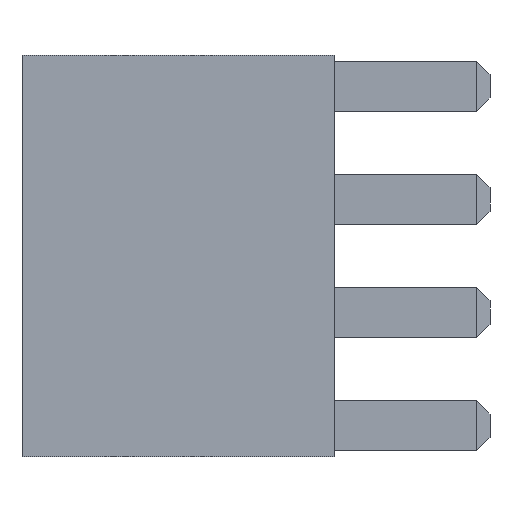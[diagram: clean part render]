
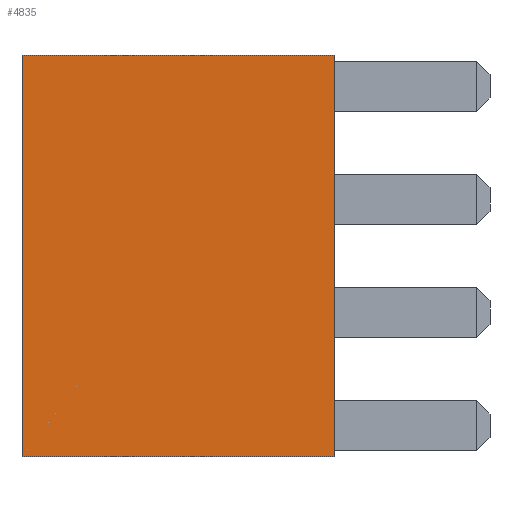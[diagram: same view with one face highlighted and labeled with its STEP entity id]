
A CAD part, left-side view. The second image highlights one B-rep face of the part: STEP entity #4835.
In plain terms, the highlighted planar face has unit normal (-1, 0, 0).
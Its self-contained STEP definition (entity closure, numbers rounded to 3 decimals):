
#66 = CARTESIAN_POINT ( 'NONE',  ( -4.5, 7., -4.5 ) ) ;
#152 = DIRECTION ( 'NONE',  ( 0., 0., 1. ) ) ;
#225 = DIRECTION ( 'NONE',  ( 0., -1., 0. ) ) ;
#262 = ORIENTED_EDGE ( 'NONE', *, *, #3176, .T. ) ;
#279 = LINE ( 'NONE', #4459, #4113 ) ;
#329 = ORIENTED_EDGE ( 'NONE', *, *, #2898, .T. ) ;
#436 = LINE ( 'NONE', #66, #1791 ) ;
#449 = VECTOR ( 'NONE', #1437, 1000. ) ;
#691 = CARTESIAN_POINT ( 'NONE',  ( -4.5, 7., -4.5 ) ) ;
#979 = EDGE_LOOP ( 'NONE', ( #329, #1706, #4270, #262 ) ) ;
#1106 = AXIS2_PLACEMENT_3D ( 'NONE', #2744, #3202, #2791 ) ;
#1234 = DIRECTION ( 'NONE',  ( 0., 0., 1. ) ) ;
#1437 = DIRECTION ( 'NONE',  ( 0., -1., 0. ) ) ;
#1706 = ORIENTED_EDGE ( 'NONE', *, *, #2869, .F. ) ;
#1791 = VECTOR ( 'NONE', #1234, 1000. ) ;
#2083 = CARTESIAN_POINT ( 'NONE',  ( -4.5, 7., 4.5 ) ) ;
#2554 = FACE_OUTER_BOUND ( 'NONE', #979, .T. ) ;
#2744 = CARTESIAN_POINT ( 'NONE',  ( -4.5, 7., -4.5 ) ) ;
#2791 = DIRECTION ( 'NONE',  ( 0., 0., -1. ) ) ;
#2838 = CARTESIAN_POINT ( 'NONE',  ( -4.5, 0., -4.5 ) ) ;
#2869 = EDGE_CURVE ( 'NONE', #3489, #4606, #279, .T. ) ;
#2872 = LINE ( 'NONE', #4883, #4956 ) ;
#2898 = EDGE_CURVE ( 'NONE', #3778, #4606, #2872, .T. ) ;
#3176 = EDGE_CURVE ( 'NONE', #4803, #3778, #3440, .T. ) ;
#3202 = DIRECTION ( 'NONE',  ( 1., 0., 0. ) ) ;
#3440 = LINE ( 'NONE', #691, #449 ) ;
#3489 = VERTEX_POINT ( 'NONE', #2083 ) ;
#3778 = VERTEX_POINT ( 'NONE', #2838 ) ;
#3955 = CARTESIAN_POINT ( 'NONE',  ( -4.5, 7., -4.5 ) ) ;
#4028 = EDGE_CURVE ( 'NONE', #4803, #3489, #436, .T. ) ;
#4113 = VECTOR ( 'NONE', #225, 1000. ) ;
#4270 = ORIENTED_EDGE ( 'NONE', *, *, #4028, .F. ) ;
#4378 = PLANE ( 'NONE',  #1106 ) ;
#4459 = CARTESIAN_POINT ( 'NONE',  ( -4.5, 7., 4.5 ) ) ;
#4534 = CARTESIAN_POINT ( 'NONE',  ( -4.5, 0., 4.5 ) ) ;
#4606 = VERTEX_POINT ( 'NONE', #4534 ) ;
#4803 = VERTEX_POINT ( 'NONE', #3955 ) ;
#4835 = ADVANCED_FACE ( 'NONE', ( #2554 ), #4378, .F. ) ;
#4883 = CARTESIAN_POINT ( 'NONE',  ( -4.5, 0., -4.5 ) ) ;
#4956 = VECTOR ( 'NONE', #152, 1000. ) ;
